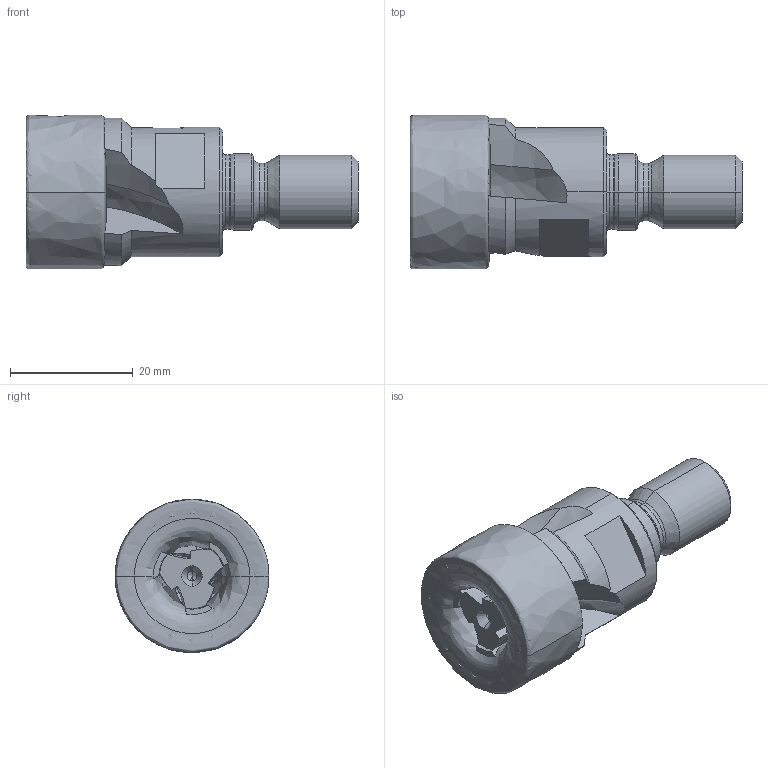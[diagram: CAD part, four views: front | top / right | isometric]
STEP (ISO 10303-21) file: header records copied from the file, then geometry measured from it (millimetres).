
FILE_DESCRIPTION (( 'STEP AP214' ), '1' );
FILE_NAME ('ESF-25-M12-77-3.STEP', '2012-11-09T10:03:00', ( '' ), ( '' ), 'SwSTEP 2.0', 'SolidWorks 2012', '' );
FILE_SCHEMA (( 'AUTOMOTIVE_DESIGN' ));
Length unit declared in the file: millimetre
Products named in the file (1): ESF-25-M12-77-3
Bounding box: 54 x 25.03 x 25.04 mm (x, y, z)
Volume: 13301.6 mm3; surface area: 5365.7 mm2
Topology: 1 solids, 1 shells, 135 faces, 387 edges, 245 vertices
Faces by surface type: plane 46, cylinder 37, cone 32, bspline 12, torus 8
Entity records: 5861 total; most frequent: CARTESIAN_POINT 2504, ORIENTED_EDGE 766, DIRECTION 587, EDGE_CURVE 383, VERTEX_POINT 245, AXIS2_PLACEMENT_3D 230, EDGE_LOOP 142, FACE_OUTER_BOUND 135
